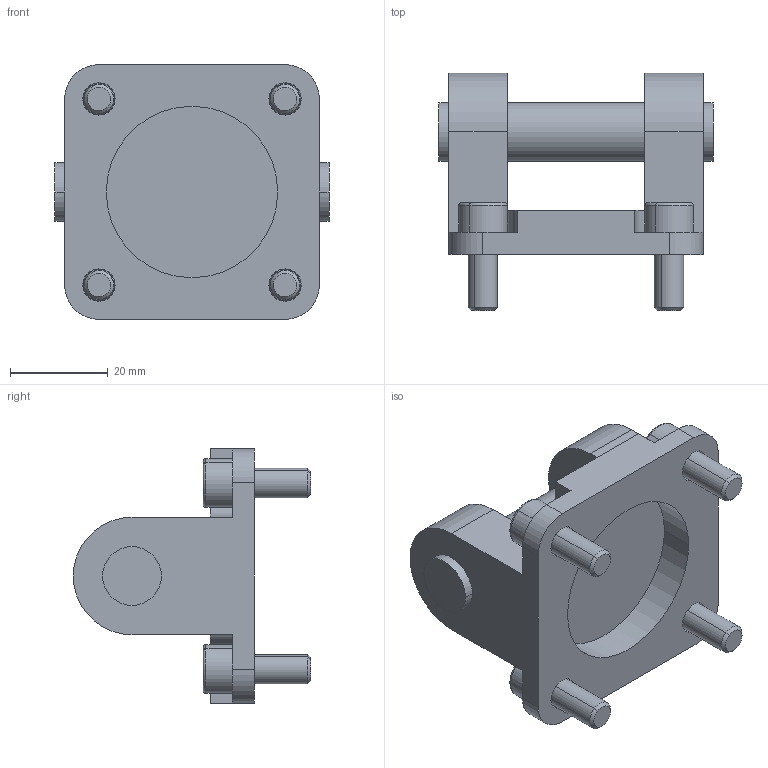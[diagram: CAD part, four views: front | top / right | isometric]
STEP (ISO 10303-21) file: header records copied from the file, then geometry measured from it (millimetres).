
FILE_DESCRIPTION(('HOOPS Exchange Step'),'2;1');
FILE_NAME('export-56B9619F-ADE1-4E1D-9AF6-A5BF2BCEAF27.stp','2021-10-01T11:25:36+02:00',('User'),('Alibre'),'HOOPS Exchange 2020.1','Alibre','Unknown authorisation');
FILE_SCHEMA( ('AP242_MANAGED_MODEL_BASED_3D_ENGINEERING_MIM_LF {1 0 10303 442 1 1 4 }') );
Length unit declared in the file: millimetre
Products named in the file (3): 4035-1 W0950402003 Female Hinge; 4035-2 DIN 912 M6x16; 4035 W0950402003 Female Hinge - Model B 040
Assembly tree (5 placements, depth 2):
  4035 W0950402003 Female Hinge - Model B 040
    4035-1 W0950402003 Female Hinge
    4035-2 DIN 912 M6x16  x4
Bounding box: 56 x 48.5 x 52 mm (x, y, z)
Volume: 31721.2 mm3; surface area: 15105.9 mm2
Topology: 1 solids, 93 shells, 175 faces, 578 edges, 468 vertices
Faces by surface type: plane 83, cylinder 44, cone 24, torus 24
Entity records: 3029 total; most frequent: CARTESIAN_POINT 557, DIRECTION 524, ORIENTED_EDGE 402, EDGE_CURVE 248, AXIS2_PLACEMENT_3D 198, VERTEX_POINT 186, VECTOR 128, LINE 128
